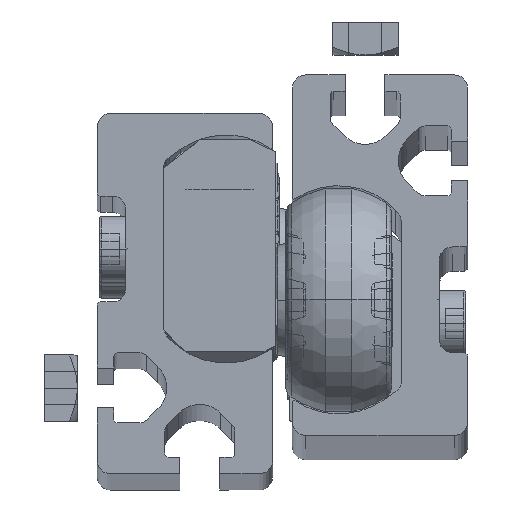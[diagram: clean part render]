
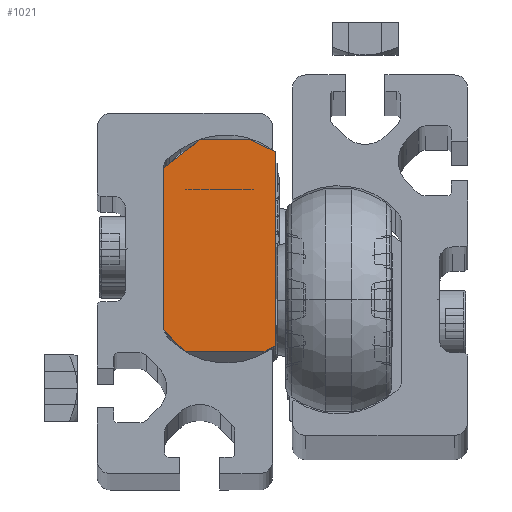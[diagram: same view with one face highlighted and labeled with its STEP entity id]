
A CAD part, top view. The second image highlights one B-rep face of the part: STEP entity #1021.
In plain terms, the highlighted face is planar.
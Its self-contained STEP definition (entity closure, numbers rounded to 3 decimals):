
#213 = VECTOR ( 'NONE', #11152, 1000. ) ;
#1021 = ADVANCED_FACE ( 'NONE', ( #1907 ), #9202, .F. ) ;
#1593 = CARTESIAN_POINT ( 'NONE',  ( 19., 12.203, 8.5 ) ) ;
#1907 = FACE_OUTER_BOUND ( 'NONE', #11052, .T. ) ;
#1909 = LINE ( 'NONE', #3561, #9314 ) ;
#2292 = ORIENTED_EDGE ( 'NONE', *, *, #15669, .T. ) ;
#2755 = LINE ( 'NONE', #23266, #19779 ) ;
#3502 = CARTESIAN_POINT ( 'NONE',  ( 19., 14.681, -8.5 ) ) ;
#3561 = CARTESIAN_POINT ( 'NONE',  ( 19., 12.203, 8.5 ) ) ;
#5040 = ORIENTED_EDGE ( 'NONE', *, *, #19022, .F. ) ;
#5142 = CARTESIAN_POINT ( 'NONE',  ( 19., -12.2, 8.5 ) ) ;
#5192 = DIRECTION ( 'NONE',  ( 0., -1., 0. ) ) ;
#5375 = CARTESIAN_POINT ( 'NONE',  ( 19., -12.2, 8.5 ) ) ;
#6304 = CARTESIAN_POINT ( 'NONE',  ( 19., -15.5, 5.2 ) ) ;
#6431 = DIRECTION ( 'NONE',  ( 0., -0.423, 0.906 ) ) ;
#7287 = DIRECTION ( 'NONE',  ( 0., 0., 1. ) ) ;
#7880 = EDGE_CURVE ( 'NONE', #15529, #16396, #19309, .T. ) ;
#8106 = CARTESIAN_POINT ( 'NONE',  ( 19., 16.5, -4.6 ) ) ;
#8382 = DIRECTION ( 'NONE',  ( 0., 1., 0. ) ) ;
#8701 = CARTESIAN_POINT ( 'NONE',  ( 19., -14.661, -8.5 ) ) ;
#8739 = ORIENTED_EDGE ( 'NONE', *, *, #7880, .F. ) ;
#9202 = PLANE ( 'NONE',  #13549 ) ;
#9314 = VECTOR ( 'NONE', #10902, 1000. ) ;
#9801 = CARTESIAN_POINT ( 'NONE',  ( 19., 16.5, 3. ) ) ;
#10298 = VERTEX_POINT ( 'NONE', #23403 ) ;
#10771 = VECTOR ( 'NONE', #8382, 1000. ) ;
#10899 = CARTESIAN_POINT ( 'NONE',  ( 19., 1.5, 22.2 ) ) ;
#10902 = DIRECTION ( 'NONE',  ( 0., 0.616, -0.788 ) ) ;
#11052 = EDGE_LOOP ( 'NONE', ( #14139, #8739, #23613, #15477, #17086, #5040, #19771, #2292 ) ) ;
#11152 = DIRECTION ( 'NONE',  ( 0., 0., 1. ) ) ;
#11589 = EDGE_CURVE ( 'NONE', #19609, #21534, #19159, .T. ) ;
#11810 = DIRECTION ( 'NONE',  ( 0., 0., -1. ) ) ;
#12068 = LINE ( 'NONE', #8701, #16978 ) ;
#12223 = VECTOR ( 'NONE', #5192, 1000. ) ;
#12868 = EDGE_CURVE ( 'NONE', #17282, #10298, #12068, .T. ) ;
#13191 = VECTOR ( 'NONE', #11810, 1000. ) ;
#13254 = DIRECTION ( 'NONE',  ( 0., -0.423, -0.906 ) ) ;
#13549 = AXIS2_PLACEMENT_3D ( 'NONE', #10899, #21560, #7287 ) ;
#13691 = EDGE_CURVE ( 'NONE', #16396, #18475, #1909, .T. ) ;
#14139 = ORIENTED_EDGE ( 'NONE', *, *, #13691, .F. ) ;
#15477 = ORIENTED_EDGE ( 'NONE', *, *, #21207, .T. ) ;
#15529 = VERTEX_POINT ( 'NONE', #5375 ) ;
#15641 = CARTESIAN_POINT ( 'NONE',  ( 19., -15.5, 5.2 ) ) ;
#15669 = EDGE_CURVE ( 'NONE', #19609, #18475, #20254, .T. ) ;
#16087 = LINE ( 'NONE', #3502, #12223 ) ;
#16396 = VERTEX_POINT ( 'NONE', #1593 ) ;
#16978 = VECTOR ( 'NONE', #6431, 1000. ) ;
#17065 = CARTESIAN_POINT ( 'NONE',  ( 19., 14.681, -8.5 ) ) ;
#17086 = ORIENTED_EDGE ( 'NONE', *, *, #12868, .F. ) ;
#17119 = CARTESIAN_POINT ( 'NONE',  ( 19., 16.5, -4.6 ) ) ;
#17194 = LINE ( 'NONE', #6304, #13191 ) ;
#17282 = VERTEX_POINT ( 'NONE', #22721 ) ;
#17395 = VERTEX_POINT ( 'NONE', #15641 ) ;
#18399 = CARTESIAN_POINT ( 'NONE',  ( 19., 16.5, -4.6 ) ) ;
#18475 = VERTEX_POINT ( 'NONE', #9801 ) ;
#19022 = EDGE_CURVE ( 'NONE', #21534, #17282, #16087, .T. ) ;
#19159 = LINE ( 'NONE', #18399, #20784 ) ;
#19309 = LINE ( 'NONE', #5142, #10771 ) ;
#19609 = VERTEX_POINT ( 'NONE', #8106 ) ;
#19771 = ORIENTED_EDGE ( 'NONE', *, *, #11589, .F. ) ;
#19779 = VECTOR ( 'NONE', #21116, 1000. ) ;
#20254 = LINE ( 'NONE', #17119, #213 ) ;
#20784 = VECTOR ( 'NONE', #13254, 1000. ) ;
#21116 = DIRECTION ( 'NONE',  ( 0., -0.707, -0.707 ) ) ;
#21207 = EDGE_CURVE ( 'NONE', #17395, #10298, #17194, .T. ) ;
#21534 = VERTEX_POINT ( 'NONE', #17065 ) ;
#21560 = DIRECTION ( 'NONE',  ( -1., 0., 0. ) ) ;
#22721 = CARTESIAN_POINT ( 'NONE',  ( 19., -14.661, -8.5 ) ) ;
#22961 = EDGE_CURVE ( 'NONE', #15529, #17395, #2755, .T. ) ;
#23266 = CARTESIAN_POINT ( 'NONE',  ( 19., -12.2, 8.5 ) ) ;
#23403 = CARTESIAN_POINT ( 'NONE',  ( 19., -15.5, -6.7 ) ) ;
#23613 = ORIENTED_EDGE ( 'NONE', *, *, #22961, .T. ) ;
